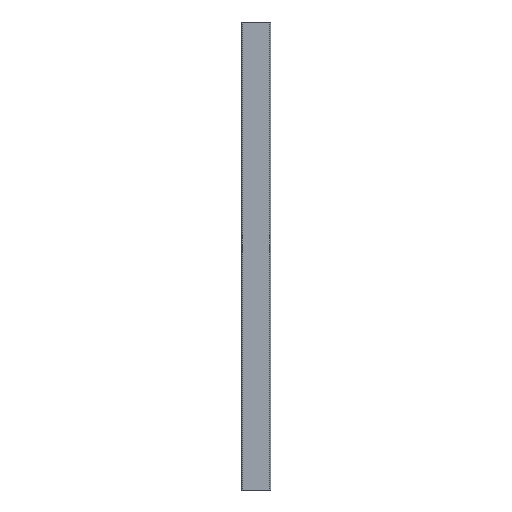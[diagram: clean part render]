
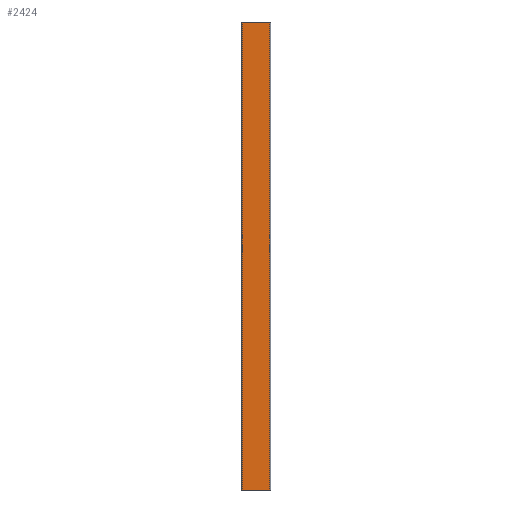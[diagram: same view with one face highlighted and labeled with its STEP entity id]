
A CAD part, front view. The second image highlights one B-rep face of the part: STEP entity #2424.
In plain terms, the highlighted face is planar.
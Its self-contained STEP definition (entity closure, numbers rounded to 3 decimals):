
#260 = VERTEX_POINT ( 'NONE', #2447 ) ;
#568 = CARTESIAN_POINT ( 'NONE',  ( 500., -59.5, -2.3 ) ) ;
#710 = LINE ( 'NONE', #2813, #1556 ) ;
#843 = EDGE_CURVE ( 'NONE', #1266, #2431, #1303, .T. ) ;
#1266 = VERTEX_POINT ( 'NONE', #2839 ) ;
#1285 = EDGE_CURVE ( 'NONE', #2252, #260, #710, .T. ) ;
#1303 = LINE ( 'NONE', #2710, #3274 ) ;
#1469 = AXIS2_PLACEMENT_3D ( 'NONE', #2485, #2467, #2429 ) ;
#1556 = VECTOR ( 'NONE', #2824, 1000. ) ;
#1715 = LINE ( 'NONE', #2815, #3413 ) ;
#1825 = ORIENTED_EDGE ( 'NONE', *, *, #843, .T. ) ;
#2068 = LINE ( 'NONE', #3553, #3678 ) ;
#2252 = VERTEX_POINT ( 'NONE', #568 ) ;
#2295 = CARTESIAN_POINT ( 'NONE',  ( 500., 59.5, -2.3 ) ) ;
#2369 = ORIENTED_EDGE ( 'NONE', *, *, #3983, .T. ) ;
#2417 = EDGE_CURVE ( 'NONE', #260, #1266, #1715, .T. ) ;
#2424 = ADVANCED_FACE ( 'NONE', ( #2546 ), #2630, .T. ) ;
#2429 = DIRECTION ( 'NONE',  ( -1., 0., 0. ) ) ;
#2431 = VERTEX_POINT ( 'NONE', #2295 ) ;
#2447 = CARTESIAN_POINT ( 'NONE',  ( -1500., -59.5, -2.3 ) ) ;
#2467 = DIRECTION ( 'NONE',  ( 0., 0., -1. ) ) ;
#2485 = CARTESIAN_POINT ( 'NONE',  ( 0., 62.3, -2.3 ) ) ;
#2546 = FACE_OUTER_BOUND ( 'NONE', #3568, .T. ) ;
#2630 = PLANE ( 'NONE',  #1469 ) ;
#2706 = DIRECTION ( 'NONE',  ( 1., 0., 0. ) ) ;
#2710 = CARTESIAN_POINT ( 'NONE',  ( 0., 59.5, -2.3 ) ) ;
#2813 = CARTESIAN_POINT ( 'NONE',  ( 0., -59.5, -2.3 ) ) ;
#2815 = CARTESIAN_POINT ( 'NONE',  ( -1500., 62.3, -2.3 ) ) ;
#2824 = DIRECTION ( 'NONE',  ( -1., 0., 0. ) ) ;
#2839 = CARTESIAN_POINT ( 'NONE',  ( -1500., 59.5, -2.3 ) ) ;
#2984 = DIRECTION ( 'NONE',  ( 0., 1., 0. ) ) ;
#3082 = ORIENTED_EDGE ( 'NONE', *, *, #2417, .T. ) ;
#3087 = ORIENTED_EDGE ( 'NONE', *, *, #1285, .T. ) ;
#3274 = VECTOR ( 'NONE', #2706, 1000. ) ;
#3413 = VECTOR ( 'NONE', #2984, 1000. ) ;
#3553 = CARTESIAN_POINT ( 'NONE',  ( 500., 62.3, -2.3 ) ) ;
#3568 = EDGE_LOOP ( 'NONE', ( #1825, #2369, #3087, #3082 ) ) ;
#3678 = VECTOR ( 'NONE', #3872, 1000. ) ;
#3872 = DIRECTION ( 'NONE',  ( 0., -1., 0. ) ) ;
#3983 = EDGE_CURVE ( 'NONE', #2431, #2252, #2068, .T. ) ;
